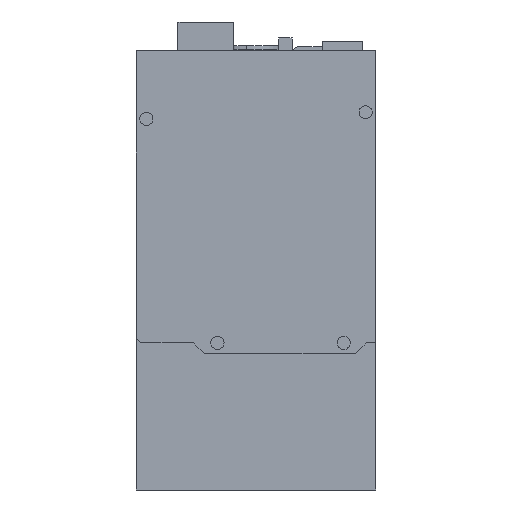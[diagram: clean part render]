
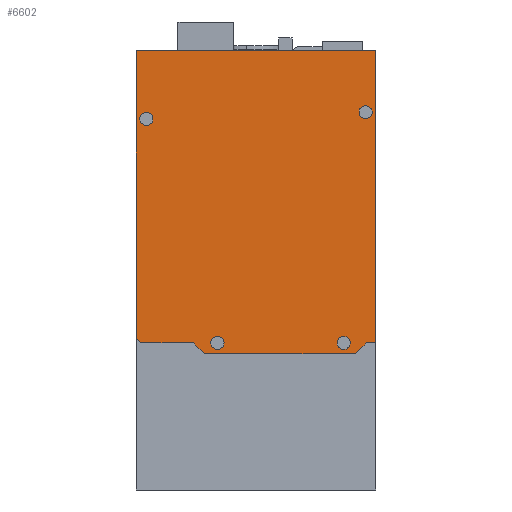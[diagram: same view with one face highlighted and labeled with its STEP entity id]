
A CAD part, front view. The second image highlights one B-rep face of the part: STEP entity #6602.
In plain terms, the highlighted planar face has unit normal (0, -1, 0).
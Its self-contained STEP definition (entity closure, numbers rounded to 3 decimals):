
#51 = EDGE_CURVE ( 'NONE', #7390, #7395, #703, .T. ) ;
#56 = EDGE_CURVE ( 'NONE', #7375, #7390, #713, .T. ) ;
#58 = EDGE_CURVE ( 'NONE', #7396, #7375, #715, .T. ) ;
#60 = EDGE_CURVE ( 'NONE', #7397, #7396, #719, .T. ) ;
#62 = EDGE_CURVE ( 'NONE', #7398, #7397, #723, .T. ) ;
#64 = EDGE_CURVE ( 'NONE', #7399, #7398, #727, .T. ) ;
#66 = EDGE_CURVE ( 'NONE', #7400, #7399, #731, .T. ) ;
#68 = EDGE_CURVE ( 'NONE', #7401, #7400, #735, .T. ) ;
#69 = EDGE_CURVE ( 'NONE', #7395, #7401, #741, .T. ) ;
#70 = EDGE_CURVE ( 'NONE', #7341, #7342, #743, .T. ) ;
#71 = EDGE_CURVE ( 'NONE', #7346, #7344, #739, .T. ) ;
#72 = EDGE_CURVE ( 'NONE', #7350, #7349, #745, .T. ) ;
#73 = EDGE_CURVE ( 'NONE', #7354, #7353, #746, .T. ) ;
#128 = AXIS2_PLACEMENT_3D ( 'NONE', #5701, #5702, #5703 ) ;
#129 = AXIS2_PLACEMENT_3D ( 'NONE', #5704, #5705, #5706 ) ;
#130 = AXIS2_PLACEMENT_3D ( 'NONE', #5707, #5708, #5709 ) ;
#131 = AXIS2_PLACEMENT_3D ( 'NONE', #5712, #5713, #5714 ) ;
#482 = ORIENTED_EDGE ( 'NONE', *, *, #70, .T. ) ;
#483 = ORIENTED_EDGE ( 'NONE', *, *, #7152, .T. ) ;
#484 = ORIENTED_EDGE ( 'NONE', *, *, #71, .T. ) ;
#485 = ORIENTED_EDGE ( 'NONE', *, *, #7155, .T. ) ;
#486 = ORIENTED_EDGE ( 'NONE', *, *, #72, .T. ) ;
#487 = ORIENTED_EDGE ( 'NONE', *, *, #7159, .T. ) ;
#488 = ORIENTED_EDGE ( 'NONE', *, *, #73, .T. ) ;
#489 = ORIENTED_EDGE ( 'NONE', *, *, #7163, .T. ) ;
#490 = ORIENTED_EDGE ( 'NONE', *, *, #51, .F. ) ;
#491 = ORIENTED_EDGE ( 'NONE', *, *, #56, .F. ) ;
#492 = ORIENTED_EDGE ( 'NONE', *, *, #58, .F. ) ;
#493 = ORIENTED_EDGE ( 'NONE', *, *, #60, .F. ) ;
#494 = ORIENTED_EDGE ( 'NONE', *, *, #62, .F. ) ;
#495 = ORIENTED_EDGE ( 'NONE', *, *, #64, .F. ) ;
#496 = ORIENTED_EDGE ( 'NONE', *, *, #66, .F. ) ;
#497 = ORIENTED_EDGE ( 'NONE', *, *, #68, .F. ) ;
#498 = ORIENTED_EDGE ( 'NONE', *, *, #69, .F. ) ;
#703 = LINE ( 'NONE', #5657, #708 ) ;
#708 = VECTOR ( 'NONE', #5664, 1000. ) ;
#713 = LINE ( 'NONE', #5668, #718 ) ;
#715 = LINE ( 'NONE', #5671, #722 ) ;
#718 = VECTOR ( 'NONE', #5674, 1000. ) ;
#719 = LINE ( 'NONE', #5673, #726 ) ;
#722 = VECTOR ( 'NONE', #5678, 1000. ) ;
#723 = LINE ( 'NONE', #5676, #730 ) ;
#726 = VECTOR ( 'NONE', #5682, 1000. ) ;
#727 = LINE ( 'NONE', #5680, #734 ) ;
#730 = VECTOR ( 'NONE', #5686, 1000. ) ;
#731 = LINE ( 'NONE', #5684, #738 ) ;
#734 = VECTOR ( 'NONE', #5690, 1000. ) ;
#735 = LINE ( 'NONE', #5688, #742 ) ;
#738 = VECTOR ( 'NONE', #5693, 1000. ) ;
#739 = CIRCLE ( 'NONE', #129, 1.5 ) ;
#741 = LINE ( 'NONE', #5698, #744 ) ;
#742 = VECTOR ( 'NONE', #5697, 1000. ) ;
#743 = CIRCLE ( 'NONE', #128, 1.5 ) ;
#744 = VECTOR ( 'NONE', #5699, 1000. ) ;
#745 = CIRCLE ( 'NONE', #130, 1.5 ) ;
#746 = CIRCLE ( 'NONE', #131, 1.5 ) ;
#2204 = FACE_OUTER_BOUND ( 'NONE', #6719, .T. ) ;
#2212 = FACE_BOUND ( 'NONE', #6717, .T. ) ;
#2213 = FACE_BOUND ( 'NONE', #6732, .T. ) ;
#2214 = FACE_BOUND ( 'NONE', #6718, .T. ) ;
#2215 = FACE_BOUND ( 'NONE', #6726, .T. ) ;
#2584 = AXIS2_PLACEMENT_3D ( 'NONE', #3063, #3059, #3069 ) ;
#3059 = DIRECTION ( 'NONE',  ( 0., 1., 0. ) ) ;
#3063 = CARTESIAN_POINT ( 'NONE',  ( 0., -1.5, 0. ) ) ;
#3066 = PLANE ( 'NONE',  #2584 ) ;
#3069 = DIRECTION ( 'NONE',  ( 0., 0., 1. ) ) ;
#3183 = AXIS2_PLACEMENT_3D ( 'NONE', #4537, #4538, #4539 ) ;
#3185 = AXIS2_PLACEMENT_3D ( 'NONE', #4546, #4547, #4548 ) ;
#3187 = AXIS2_PLACEMENT_3D ( 'NONE', #4556, #4557, #4558 ) ;
#3189 = AXIS2_PLACEMENT_3D ( 'NONE', #4566, #4567, #4568 ) ;
#4119 = CIRCLE ( 'NONE', #3183, 1.5 ) ;
#4127 = CIRCLE ( 'NONE', #3185, 1.5 ) ;
#4134 = CIRCLE ( 'NONE', #3187, 1.5 ) ;
#4140 = CIRCLE ( 'NONE', #3189, 1.5 ) ;
#4537 = CARTESIAN_POINT ( 'NONE',  ( 66.5, -1.5, -7.27 ) ) ;
#4538 = DIRECTION ( 'NONE',  ( 0., 1., 0. ) ) ;
#4539 = DIRECTION ( 'NONE',  ( 0., 0., 1. ) ) ;
#4546 = CARTESIAN_POINT ( 'NONE',  ( 66.5, -1.5, -36.02 ) ) ;
#4547 = DIRECTION ( 'NONE',  ( 0., 1., 0. ) ) ;
#4548 = DIRECTION ( 'NONE',  ( 0., 0., 1. ) ) ;
#4556 = CARTESIAN_POINT ( 'NONE',  ( 14., -1.5, -2.3 ) ) ;
#4557 = DIRECTION ( 'NONE',  ( 0., 1., 0. ) ) ;
#4558 = DIRECTION ( 'NONE',  ( 0., 0., 1. ) ) ;
#4566 = CARTESIAN_POINT ( 'NONE',  ( 15.5, -1.5, -52.2 ) ) ;
#4567 = DIRECTION ( 'NONE',  ( 0., 1., 0. ) ) ;
#4568 = DIRECTION ( 'NONE',  ( 0., 0., 1. ) ) ;
#4770 = CARTESIAN_POINT ( 'NONE',  ( 66.5, -1.5, -5.77 ) ) ;
#4771 = CARTESIAN_POINT ( 'NONE',  ( 66.5, -1.5, -8.77 ) ) ;
#4773 = CARTESIAN_POINT ( 'NONE',  ( 66.5, -1.5, -37.52 ) ) ;
#4775 = CARTESIAN_POINT ( 'NONE',  ( 66.5, -1.5, -34.52 ) ) ;
#4778 = CARTESIAN_POINT ( 'NONE',  ( 14., -1.5, -3.8 ) ) ;
#4779 = CARTESIAN_POINT ( 'NONE',  ( 14., -1.5, -0.8 ) ) ;
#4782 = CARTESIAN_POINT ( 'NONE',  ( 15.5, -1.5, -53.7 ) ) ;
#4783 = CARTESIAN_POINT ( 'NONE',  ( 15.5, -1.5, -50.7 ) ) ;
#4804 = CARTESIAN_POINT ( 'NONE',  ( 65.5, -1.5, -54.5 ) ) ;
#4819 = CARTESIAN_POINT ( 'NONE',  ( 0., -1.5, -54.5 ) ) ;
#4824 = CARTESIAN_POINT ( 'NONE',  ( 0., -1.5, 0. ) ) ;
#4825 = CARTESIAN_POINT ( 'NONE',  ( 66.5, -1.5, -53.5 ) ) ;
#4826 = CARTESIAN_POINT ( 'NONE',  ( 66.5, -1.5, -41.489 ) ) ;
#4827 = CARTESIAN_POINT ( 'NONE',  ( 69., -1.5, -38.989 ) ) ;
#4828 = CARTESIAN_POINT ( 'NONE',  ( 69., -1.5, -4.643 ) ) ;
#4829 = CARTESIAN_POINT ( 'NONE',  ( 66.5, -1.5, -2.143 ) ) ;
#4830 = CARTESIAN_POINT ( 'NONE',  ( 66.5, -1.5, 0. ) ) ;
#5657 = CARTESIAN_POINT ( 'NONE',  ( 0., -1.5, -54.5 ) ) ;
#5664 = DIRECTION ( 'NONE',  ( 0., 0., 1. ) ) ;
#5668 = CARTESIAN_POINT ( 'NONE',  ( 0., -1.5, -54.5 ) ) ;
#5671 = CARTESIAN_POINT ( 'NONE',  ( 65.5, -1.5, -54.5 ) ) ;
#5673 = CARTESIAN_POINT ( 'NONE',  ( 66.5, -1.5, -53.5 ) ) ;
#5674 = DIRECTION ( 'NONE',  ( -1., 0., 0. ) ) ;
#5676 = CARTESIAN_POINT ( 'NONE',  ( 69., -1.5, -38.989 ) ) ;
#5678 = DIRECTION ( 'NONE',  ( -0.707, 0., -0.707 ) ) ;
#5680 = CARTESIAN_POINT ( 'NONE',  ( 69., -1.5, -38.989 ) ) ;
#5682 = DIRECTION ( 'NONE',  ( 0., 0., -1. ) ) ;
#5684 = CARTESIAN_POINT ( 'NONE',  ( 69., -1.5, -4.643 ) ) ;
#5686 = DIRECTION ( 'NONE',  ( -0.707, 0., -0.707 ) ) ;
#5688 = CARTESIAN_POINT ( 'NONE',  ( 66.5, -1.5, -2.143 ) ) ;
#5690 = DIRECTION ( 'NONE',  ( 0., 0., -1. ) ) ;
#5693 = DIRECTION ( 'NONE',  ( 0.707, 0., -0.707 ) ) ;
#5697 = DIRECTION ( 'NONE',  ( 0., 0., -1. ) ) ;
#5698 = CARTESIAN_POINT ( 'NONE',  ( 0., -1.5, 0. ) ) ;
#5699 = DIRECTION ( 'NONE',  ( 1., 0., 0. ) ) ;
#5701 = CARTESIAN_POINT ( 'NONE',  ( 66.5, -1.5, -7.27 ) ) ;
#5702 = DIRECTION ( 'NONE',  ( 0., 1., 0. ) ) ;
#5703 = DIRECTION ( 'NONE',  ( 0., 0., 1. ) ) ;
#5704 = CARTESIAN_POINT ( 'NONE',  ( 66.5, -1.5, -36.02 ) ) ;
#5705 = DIRECTION ( 'NONE',  ( 0., 1., 0. ) ) ;
#5706 = DIRECTION ( 'NONE',  ( 0., 0., 1. ) ) ;
#5707 = CARTESIAN_POINT ( 'NONE',  ( 14., -1.5, -2.3 ) ) ;
#5708 = DIRECTION ( 'NONE',  ( 0., 1., 0. ) ) ;
#5709 = DIRECTION ( 'NONE',  ( 0., 0., 1. ) ) ;
#5712 = CARTESIAN_POINT ( 'NONE',  ( 15.5, -1.5, -52.2 ) ) ;
#5713 = DIRECTION ( 'NONE',  ( 0., 1., 0. ) ) ;
#5714 = DIRECTION ( 'NONE',  ( 0., 0., 1. ) ) ;
#6602 = ADVANCED_FACE ( 'NONE', ( #2212, #2215, #2213, #2214, #2204 ), #3066, .F. ) ;
#6717 = EDGE_LOOP ( 'NONE', ( #482, #483 ) ) ;
#6718 = EDGE_LOOP ( 'NONE', ( #488, #489 ) ) ;
#6719 = EDGE_LOOP ( 'NONE', ( #490, #491, #492, #493, #494, #495, #496, #497, #498 ) ) ;
#6726 = EDGE_LOOP ( 'NONE', ( #484, #485 ) ) ;
#6732 = EDGE_LOOP ( 'NONE', ( #486, #487 ) ) ;
#7152 = EDGE_CURVE ( 'NONE', #7342, #7341, #4119, .T. ) ;
#7155 = EDGE_CURVE ( 'NONE', #7344, #7346, #4127, .T. ) ;
#7159 = EDGE_CURVE ( 'NONE', #7349, #7350, #4134, .T. ) ;
#7163 = EDGE_CURVE ( 'NONE', #7353, #7354, #4140, .T. ) ;
#7341 = VERTEX_POINT ( 'NONE', #4770 ) ;
#7342 = VERTEX_POINT ( 'NONE', #4771 ) ;
#7344 = VERTEX_POINT ( 'NONE', #4773 ) ;
#7346 = VERTEX_POINT ( 'NONE', #4775 ) ;
#7349 = VERTEX_POINT ( 'NONE', #4778 ) ;
#7350 = VERTEX_POINT ( 'NONE', #4779 ) ;
#7353 = VERTEX_POINT ( 'NONE', #4782 ) ;
#7354 = VERTEX_POINT ( 'NONE', #4783 ) ;
#7375 = VERTEX_POINT ( 'NONE', #4804 ) ;
#7390 = VERTEX_POINT ( 'NONE', #4819 ) ;
#7395 = VERTEX_POINT ( 'NONE', #4824 ) ;
#7396 = VERTEX_POINT ( 'NONE', #4825 ) ;
#7397 = VERTEX_POINT ( 'NONE', #4826 ) ;
#7398 = VERTEX_POINT ( 'NONE', #4827 ) ;
#7399 = VERTEX_POINT ( 'NONE', #4828 ) ;
#7400 = VERTEX_POINT ( 'NONE', #4829 ) ;
#7401 = VERTEX_POINT ( 'NONE', #4830 ) ;
